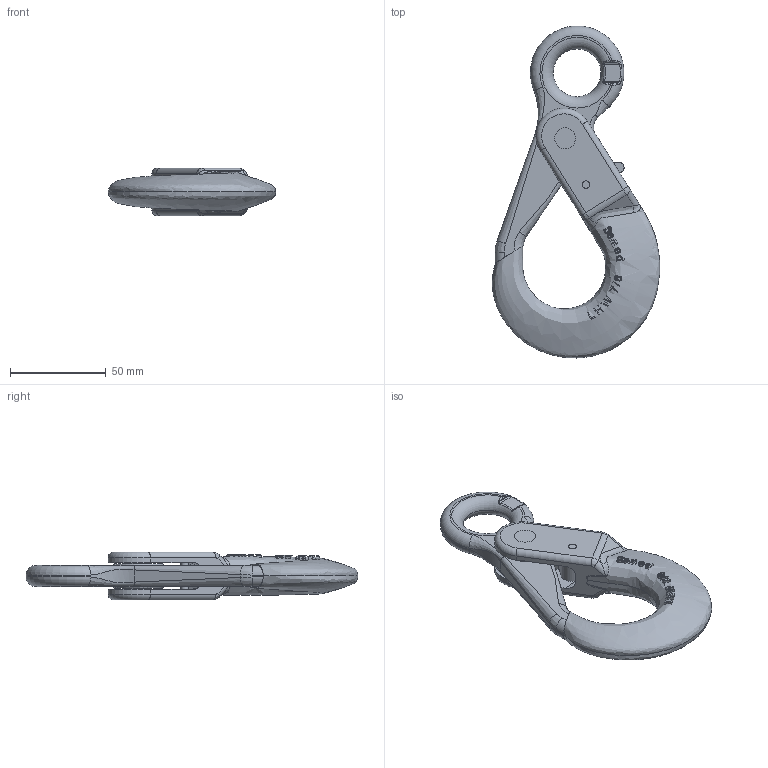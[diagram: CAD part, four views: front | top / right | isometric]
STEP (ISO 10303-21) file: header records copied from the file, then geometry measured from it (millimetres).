
FILE_DESCRIPTION(/* description */ (''),/* implementation_level */ '2;1');
FILE_NAME(/* name */ 'LHW 7_8 Kundenmodell',/* time_stamp */ '2010-01-13T11:59:02+01:00',/* author */ (''),/* organization */ (''),/* preprocessor_version */ 'ST-DEVELOPER v9',/* originating_system */ 'UGS - NX 4.0',/* authorisation */ '');
FILE_SCHEMA (('AUTOMOTIVE_DESIGN { 1 0 10303 214 1 1 1 1 }'));
Length unit declared in the file: millimetre
Products named in the file (1): rit84C16iwm
Bounding box: 87.56 x 173.7 x 25 mm (x, y, z)
Volume: 104213.1 mm3; surface area: 30873.3 mm2
Topology: 5 solids, 5 shells, 331 faces, 849 edges, 542 vertices
Faces by surface type: plane 111, extrusion 85, bspline 61, cylinder 52, torus 20, sphere 2
Full cylindrical faces by diameter (mm): 4 x3, 5.4 x1, 11 x4
Entity records: 24355 total; most frequent: CARTESIAN_POINT 17326, ORIENTED_EDGE 1660, DIRECTION 1006, EDGE_CURVE 830, VERTEX_POINT 537, B_SPLINE_CURVE_WITH_KNOTS 478, EDGE_LOOP 373, VECTOR 350
